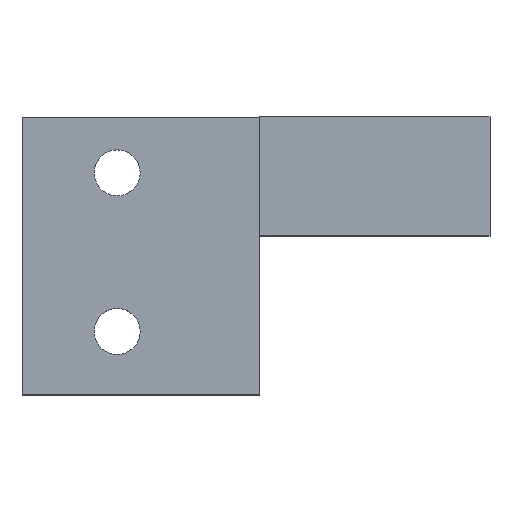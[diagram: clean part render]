
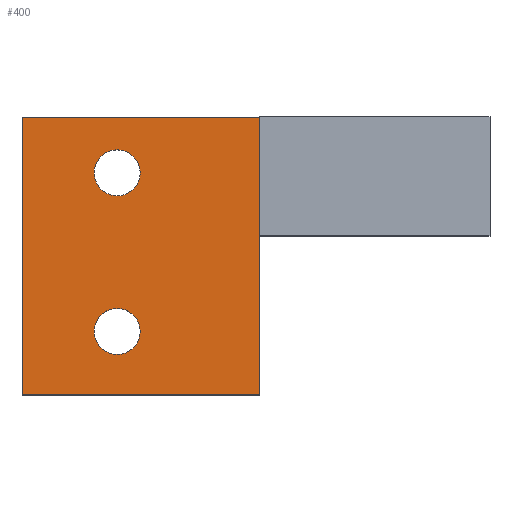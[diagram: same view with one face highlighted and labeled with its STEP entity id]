
A CAD part, top view. The second image highlights one B-rep face of the part: STEP entity #400.
In plain terms, the highlighted planar face has unit normal (0, 0, 1).
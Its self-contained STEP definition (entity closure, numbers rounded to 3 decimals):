
#2 = VECTOR ( 'NONE', #242, 1000. ) ;
#3 = EDGE_LOOP ( 'NONE', ( #278, #21 ) ) ;
#21 = ORIENTED_EDGE ( 'NONE', *, *, #621, .F. ) ;
#24 = EDGE_CURVE ( 'NONE', #283, #246, #296, .T. ) ;
#40 = EDGE_CURVE ( 'NONE', #487, #283, #548, .T. ) ;
#77 = EDGE_CURVE ( 'NONE', #555, #587, #131, .T. ) ;
#86 = VERTEX_POINT ( 'NONE', #350 ) ;
#88 = CARTESIAN_POINT ( 'NONE',  ( -44., 0., -8. ) ) ;
#108 = DIRECTION ( 'NONE',  ( 1., 0., 0. ) ) ;
#123 = AXIS2_PLACEMENT_3D ( 'NONE', #149, #552, #452 ) ;
#131 = CIRCLE ( 'NONE', #123, 2.9 ) ;
#132 = CIRCLE ( 'NONE', #219, 2.9 ) ;
#135 = CARTESIAN_POINT ( 'NONE',  ( -14., -35., -8. ) ) ;
#149 = CARTESIAN_POINT ( 'NONE',  ( -32., -7., -8. ) ) ;
#154 = DIRECTION ( 'NONE',  ( 0., 0., 1. ) ) ;
#157 = CARTESIAN_POINT ( 'NONE',  ( -32., -7., -8. ) ) ;
#160 = EDGE_CURVE ( 'NONE', #200, #86, #508, .T. ) ;
#171 = EDGE_LOOP ( 'NONE', ( #346, #543 ) ) ;
#183 = VECTOR ( 'NONE', #627, 1000. ) ;
#200 = VERTEX_POINT ( 'NONE', #403 ) ;
#219 = AXIS2_PLACEMENT_3D ( 'NONE', #308, #154, #613 ) ;
#226 = VERTEX_POINT ( 'NONE', #521 ) ;
#228 = CARTESIAN_POINT ( 'NONE',  ( -14., 0., -8. ) ) ;
#233 = EDGE_CURVE ( 'NONE', #226, #363, #568, .T. ) ;
#242 = DIRECTION ( 'NONE',  ( 0., 1., 0. ) ) ;
#244 = PLANE ( 'NONE',  #650 ) ;
#246 = VERTEX_POINT ( 'NONE', #534 ) ;
#252 = FACE_OUTER_BOUND ( 'NONE', #522, .T. ) ;
#264 = ORIENTED_EDGE ( 'NONE', *, *, #24, .T. ) ;
#275 = LINE ( 'NONE', #88, #640 ) ;
#278 = ORIENTED_EDGE ( 'NONE', *, *, #77, .F. ) ;
#282 = AXIS2_PLACEMENT_3D ( 'NONE', #157, #573, #108 ) ;
#283 = VERTEX_POINT ( 'NONE', #369 ) ;
#295 = DIRECTION ( 'NONE',  ( 1., 0., 0. ) ) ;
#296 = LINE ( 'NONE', #656, #2 ) ;
#308 = CARTESIAN_POINT ( 'NONE',  ( -32., -27., -8. ) ) ;
#311 = EDGE_CURVE ( 'NONE', #487, #226, #275, .T. ) ;
#313 = AXIS2_PLACEMENT_3D ( 'NONE', #470, #614, #561 ) ;
#327 = CIRCLE ( 'NONE', #282, 2.9 ) ;
#343 = CARTESIAN_POINT ( 'NONE',  ( -14., 0., -8. ) ) ;
#346 = ORIENTED_EDGE ( 'NONE', *, *, #381, .F. ) ;
#350 = CARTESIAN_POINT ( 'NONE',  ( -29.1, -27., -8. ) ) ;
#360 = ORIENTED_EDGE ( 'NONE', *, *, #233, .F. ) ;
#363 = VERTEX_POINT ( 'NONE', #228 ) ;
#369 = CARTESIAN_POINT ( 'NONE',  ( -14., -35., -8. ) ) ;
#381 = EDGE_CURVE ( 'NONE', #86, #200, #132, .T. ) ;
#400 = ADVANCED_FACE ( 'NONE', ( #463, #405, #252 ), #244, .T. ) ;
#401 = CARTESIAN_POINT ( 'NONE',  ( -44., -35., -8. ) ) ;
#403 = CARTESIAN_POINT ( 'NONE',  ( -34.9, -27., -8. ) ) ;
#405 = FACE_BOUND ( 'NONE', #171, .T. ) ;
#413 = CARTESIAN_POINT ( 'NONE',  ( -44., 0., -8. ) ) ;
#416 = VECTOR ( 'NONE', #658, 1000. ) ;
#424 = EDGE_CURVE ( 'NONE', #363, #246, #455, .T. ) ;
#452 = DIRECTION ( 'NONE',  ( 1., 0., 0. ) ) ;
#455 = LINE ( 'NONE', #343, #479 ) ;
#463 = FACE_BOUND ( 'NONE', #3, .T. ) ;
#470 = CARTESIAN_POINT ( 'NONE',  ( -32., -27., -8. ) ) ;
#473 = CARTESIAN_POINT ( 'NONE',  ( -34.9, -7., -8. ) ) ;
#479 = VECTOR ( 'NONE', #513, 1000. ) ;
#487 = VERTEX_POINT ( 'NONE', #401 ) ;
#492 = DIRECTION ( 'NONE',  ( 0., 1., 0. ) ) ;
#495 = ORIENTED_EDGE ( 'NONE', *, *, #424, .F. ) ;
#505 = ORIENTED_EDGE ( 'NONE', *, *, #40, .T. ) ;
#508 = CIRCLE ( 'NONE', #313, 2.9 ) ;
#513 = DIRECTION ( 'NONE',  ( 0., -1., 0. ) ) ;
#521 = CARTESIAN_POINT ( 'NONE',  ( -44., 0., -8. ) ) ;
#522 = EDGE_LOOP ( 'NONE', ( #583, #505, #264, #495, #360 ) ) ;
#523 = CARTESIAN_POINT ( 'NONE',  ( -29.1, -7., -8. ) ) ;
#534 = CARTESIAN_POINT ( 'NONE',  ( -14., -15., -8. ) ) ;
#543 = ORIENTED_EDGE ( 'NONE', *, *, #160, .F. ) ;
#548 = LINE ( 'NONE', #135, #416 ) ;
#552 = DIRECTION ( 'NONE',  ( 0., 0., 1. ) ) ;
#555 = VERTEX_POINT ( 'NONE', #523 ) ;
#561 = DIRECTION ( 'NONE',  ( 1., 0., 0. ) ) ;
#568 = LINE ( 'NONE', #413, #183 ) ;
#573 = DIRECTION ( 'NONE',  ( 0., 0., 1. ) ) ;
#583 = ORIENTED_EDGE ( 'NONE', *, *, #311, .F. ) ;
#587 = VERTEX_POINT ( 'NONE', #473 ) ;
#613 = DIRECTION ( 'NONE',  ( 1., 0., 0. ) ) ;
#614 = DIRECTION ( 'NONE',  ( 0., 0., 1. ) ) ;
#616 = CARTESIAN_POINT ( 'NONE',  ( 0., 0., -8. ) ) ;
#621 = EDGE_CURVE ( 'NONE', #587, #555, #327, .T. ) ;
#627 = DIRECTION ( 'NONE',  ( 1., 0., 0. ) ) ;
#640 = VECTOR ( 'NONE', #492, 1000. ) ;
#650 = AXIS2_PLACEMENT_3D ( 'NONE', #616, #671, #295 ) ;
#656 = CARTESIAN_POINT ( 'NONE',  ( -14., -15., -8. ) ) ;
#658 = DIRECTION ( 'NONE',  ( 1., 0., 0. ) ) ;
#671 = DIRECTION ( 'NONE',  ( 0., 0., 1. ) ) ;
